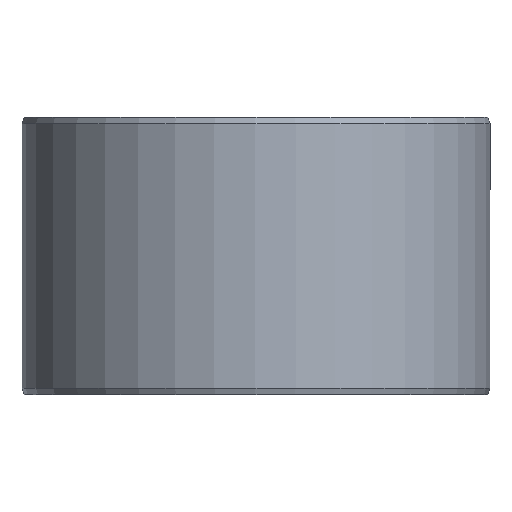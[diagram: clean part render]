
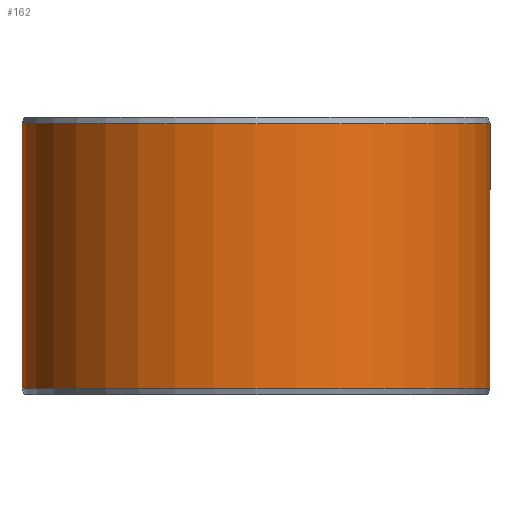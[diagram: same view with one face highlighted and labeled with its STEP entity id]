
A CAD part, front view. The second image highlights one B-rep face of the part: STEP entity #162.
In plain terms, the highlighted cylindrical face has radius 67.5 mm (diameter 135 mm), a partial arc.
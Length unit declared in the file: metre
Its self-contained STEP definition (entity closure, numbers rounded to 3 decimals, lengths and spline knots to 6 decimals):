
#162=ADVANCED_FACE('',(#185,#186),#187,.T.);
#185=FACE_OUTER_BOUND('',#211,.T.);
#186=FACE_BOUND('',#212,.T.);
#187=CYLINDRICAL_SURFACE('',#213,0.0675);
#211=EDGE_LOOP('',(#289,#290,#291,#292));
#212=EDGE_LOOP('',(#293));
#213=AXIS2_PLACEMENT_3D('',#294,#295,#296);
#289=ORIENTED_EDGE('',*,*,#314,.T.);
#290=ORIENTED_EDGE('',*,*,#323,.F.);
#291=ORIENTED_EDGE('',*,*,#309,.F.);
#292=ORIENTED_EDGE('',*,*,#324,.T.);
#293=ORIENTED_EDGE('',*,*,#327,.T.);
#294=CARTESIAN_POINT('',(0.,0.,0.0));
#295=DIRECTION('',(0.,0.0,-1.0));
#296=DIRECTION('',(-1.0,0.0,0.));
#309=EDGE_CURVE('',#341,#342,#343,.T.);
#314=EDGE_CURVE('',#351,#349,#352,.T.);
#323=EDGE_CURVE('',#342,#349,#365,.T.);
#324=EDGE_CURVE('',#341,#351,#366,.T.);
#327=EDGE_CURVE('',#370,#370,#371,.T.);
#341=VERTEX_POINT('',#389);
#342=VERTEX_POINT('',#390);
#343=CIRCLE('',#391,0.0675);
#349=VERTEX_POINT('',#399);
#351=VERTEX_POINT('',#402);
#352=CIRCLE('',#403,0.0675);
#365=LINE('',#422,#423);
#366=LINE('',#424,#425);
#370=VERTEX_POINT('',#503);
#371=B_SPLINE_CURVE_WITH_KNOTS('',3,(#504,#505,#506,#507,#508,#509,#510,#511,#512,#513,#514,#515,#516,#517,#518,#519,#520,#521,#522,#523,#524,#525,#526,#527,#528,#529,#530,#531,#532,#533,#534,#535,#536,#537,#538,#539,#540,#541,#542,#543,#544,#545,#546,#547,#548,#549,#550,#551,#552,#553,#554,#555,#556,#557,#558,#559,#560,#561,#562,#563,#564,#565,#566,#567,#568,#569,#570,#571,#572,#573,#574,#575),.UNSPECIFIED.,.T.,.F.,(2,2,2,2,2,2,2,2,2,2,2,2,2,2,2,2,2,2,2,2,2,2,2,2,2,2,2,2,2,2,2,2,2,2,2,2,2,2),(-0.000977,0.0,0.000977,0.001466,0.001954,0.002932,0.003909,0.004886,0.005863,0.006841,0.007818,0.008795,0.009772,0.01075,0.011727,0.012704,0.013193,0.013681,0.014659,0.015636,0.016613,0.01759,0.018568,0.019545,0.020522,0.021499,0.022477,0.023454,0.024431,0.02492,0.025408,0.026385,0.027363,0.02834,0.029317,0.030294,0.031272,0.032249),.UNSPECIFIED.);
#389=CARTESIAN_POINT('',(0.001178,0.06749,0.0018));
#390=CARTESIAN_POINT('',(0.,0.0675,0.0018));
#391=AXIS2_PLACEMENT_3D('',#589,#590,#591);
#399=CARTESIAN_POINT('',(0.,0.0675,0.0782));
#402=CARTESIAN_POINT('',(0.001178,0.06749,0.0782));
#403=AXIS2_PLACEMENT_3D('',#598,#599,#600);
#422=CARTESIAN_POINT('',(0.,0.0675,0.0018));
#423=VECTOR('',#613,1.0);
#424=CARTESIAN_POINT('',(0.001178,0.06749,0.0018));
#425=VECTOR('',#614,1.0);
#503=CARTESIAN_POINT('',(0.055125,-0.038955,0.04));
#504=CARTESIAN_POINT('',(0.055125,-0.038955,0.03967));
#505=CARTESIAN_POINT('',(0.055125,-0.038955,0.04033));
#506=CARTESIAN_POINT('',(0.055143,-0.038929,0.040655));
#507=CARTESIAN_POINT('',(0.055198,-0.038851,0.041135));
#508=CARTESIAN_POINT('',(0.055221,-0.038818,0.041293));
#509=CARTESIAN_POINT('',(0.055276,-0.03874,0.041607));
#510=CARTESIAN_POINT('',(0.055308,-0.038694,0.041763));
#511=CARTESIAN_POINT('',(0.055416,-0.03854,0.042218));
#512=CARTESIAN_POINT('',(0.055504,-0.038413,0.042505));
#513=CARTESIAN_POINT('',(0.05571,-0.038114,0.043048));
#514=CARTESIAN_POINT('',(0.05583,-0.037939,0.043305));
#515=CARTESIAN_POINT('',(0.056088,-0.037556,0.043766));
#516=CARTESIAN_POINT('',(0.056228,-0.037347,0.043973));
#517=CARTESIAN_POINT('',(0.056528,-0.03689,0.044339));
#518=CARTESIAN_POINT('',(0.056687,-0.036646,0.044494));
#519=CARTESIAN_POINT('',(0.057012,-0.036139,0.044744));
#520=CARTESIAN_POINT('',(0.05718,-0.035872,0.04484));
#521=CARTESIAN_POINT('',(0.05752,-0.035324,0.044968));
#522=CARTESIAN_POINT('',(0.057689,-0.035047,0.045));
#523=CARTESIAN_POINT('',(0.058025,-0.034488,0.045));
#524=CARTESIAN_POINT('',(0.058194,-0.034203,0.044968));
#525=CARTESIAN_POINT('',(0.058516,-0.033648,0.04484));
#526=CARTESIAN_POINT('',(0.058671,-0.033377,0.044746));
#527=CARTESIAN_POINT('',(0.058968,-0.032849,0.044495));
#528=CARTESIAN_POINT('',(0.05911,-0.032593,0.044339));
#529=CARTESIAN_POINT('',(0.05937,-0.032117,0.043977));
#530=CARTESIAN_POINT('',(0.05949,-0.031895,0.04377));
#531=CARTESIAN_POINT('',(0.059709,-0.031482,0.043304));
#532=CARTESIAN_POINT('',(0.059806,-0.031298,0.043051));
#533=CARTESIAN_POINT('',(0.059931,-0.031057,0.042645));
#534=CARTESIAN_POINT('',(0.05997,-0.030982,0.042505));
#535=CARTESIAN_POINT('',(0.060041,-0.030844,0.042216));
#536=CARTESIAN_POINT('',(0.060073,-0.030781,0.042066));
#537=CARTESIAN_POINT('',(0.060159,-0.030612,0.041612));
#538=CARTESIAN_POINT('',(0.060202,-0.030528,0.0413));
#539=CARTESIAN_POINT('',(0.06026,-0.030413,0.04066));
#540=CARTESIAN_POINT('',(0.060275,-0.030384,0.040328));
#541=CARTESIAN_POINT('',(0.060275,-0.030384,0.039675));
#542=CARTESIAN_POINT('',(0.060261,-0.030412,0.039351));
#543=CARTESIAN_POINT('',(0.060203,-0.030526,0.038706));
#544=CARTESIAN_POINT('',(0.06016,-0.030612,0.03839));
#545=CARTESIAN_POINT('',(0.060046,-0.030834,0.037788));
#546=CARTESIAN_POINT('',(0.059975,-0.030972,0.037498));
#547=CARTESIAN_POINT('',(0.059806,-0.031297,0.03695));
#548=CARTESIAN_POINT('',(0.05971,-0.03148,0.036699));
#549=CARTESIAN_POINT('',(0.059494,-0.031887,0.036237));
#550=CARTESIAN_POINT('',(0.059372,-0.032114,0.036026));
#551=CARTESIAN_POINT('',(0.059111,-0.032591,0.035662));
#552=CARTESIAN_POINT('',(0.058972,-0.032842,0.035509));
#553=CARTESIAN_POINT('',(0.058675,-0.03337,0.035257));
#554=CARTESIAN_POINT('',(0.058518,-0.033646,0.035161));
#555=CARTESIAN_POINT('',(0.058196,-0.034198,0.035033));
#556=CARTESIAN_POINT('',(0.058031,-0.034478,0.035));
#557=CARTESIAN_POINT('',(0.057691,-0.035044,0.035));
#558=CARTESIAN_POINT('',(0.057521,-0.035322,0.035032));
#559=CARTESIAN_POINT('',(0.057269,-0.035729,0.035127));
#560=CARTESIAN_POINT('',(0.057185,-0.035864,0.035166));
#561=CARTESIAN_POINT('',(0.057017,-0.036129,0.035261));
#562=CARTESIAN_POINT('',(0.056933,-0.036261,0.035317));
#563=CARTESIAN_POINT('',(0.056688,-0.036644,0.035505));
#564=CARTESIAN_POINT('',(0.056531,-0.036885,0.035658));
#565=CARTESIAN_POINT('',(0.056232,-0.03734,0.03602));
#566=CARTESIAN_POINT('',(0.056089,-0.037554,0.036231));
#567=CARTESIAN_POINT('',(0.055831,-0.037937,0.036692));
#568=CARTESIAN_POINT('',(0.055714,-0.038108,0.036944));
#569=CARTESIAN_POINT('',(0.055506,-0.03841,0.037489));
#570=CARTESIAN_POINT('',(0.055417,-0.038539,0.03778));
#571=CARTESIAN_POINT('',(0.055274,-0.038744,0.038382));
#572=CARTESIAN_POINT('',(0.055218,-0.038823,0.038696));
#573=CARTESIAN_POINT('',(0.055143,-0.038929,0.039343));
#574=CARTESIAN_POINT('',(0.055125,-0.038955,0.03967));
#575=CARTESIAN_POINT('',(0.055125,-0.038955,0.04033));
#589=CARTESIAN_POINT('',(0.,0.,0.0018));
#590=DIRECTION('',(0.,0.0,-1.0));
#591=DIRECTION('',(-1.0,0.0,0.));
#598=CARTESIAN_POINT('',(0.,0.,0.0782));
#599=DIRECTION('',(0.,0.0,-1.0));
#600=DIRECTION('',(-1.0,0.0,0.));
#613=DIRECTION('',(0.,0.0,1.0));
#614=DIRECTION('',(0.,0.,1.0));
